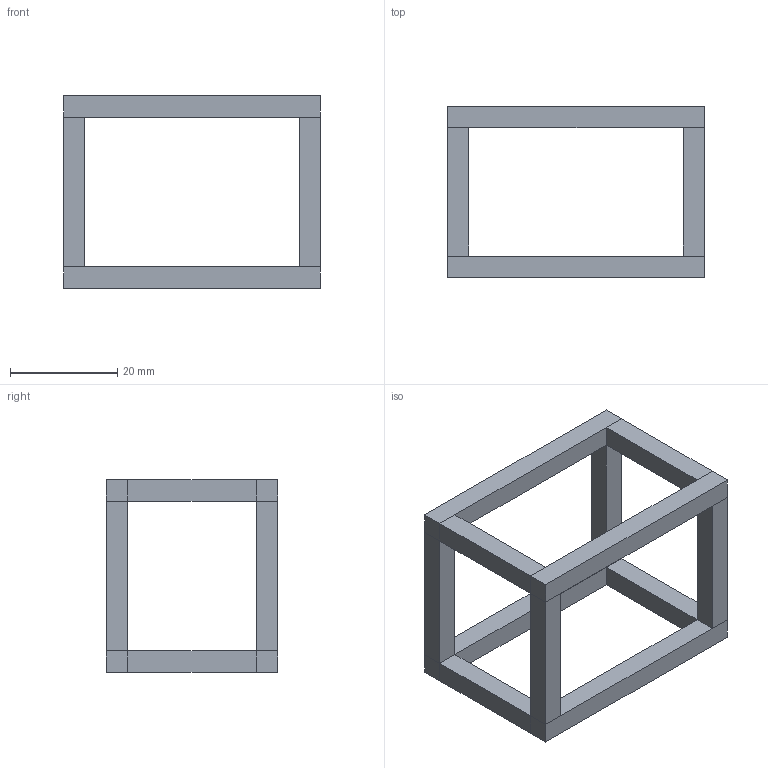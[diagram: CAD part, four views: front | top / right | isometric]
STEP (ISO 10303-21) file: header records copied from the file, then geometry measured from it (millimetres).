
FILE_DESCRIPTION(('Open CASCADE Model'),'2;1');
FILE_NAME('Open CASCADE Shape Model','2025-08-21T16:13:11',('Author'),( 'Open CASCADE'),'Open CASCADE STEP processor 7.6','Open CASCADE 7.6' ,'Unknown');
FILE_SCHEMA(('AUTOMOTIVE_DESIGN { 1 0 10303 214 1 1 1 1 }'));
Length unit declared in the file: millimetre
Products named in the file (13): Open CASCADE STEP translator 7.6 1; Open CASCADE STEP translator 7.6 1.1; Open CASCADE STEP translator 7.6 1.2; Open CASCADE STEP translator 7.6 1.3; Open CASCADE STEP translator 7.6 1.4; Open CASCADE STEP translator 7.6 1.5; Open CASCADE STEP translator 7.6 1.6; Open CASCADE STEP translator 7.6 1.7; Open CASCADE STEP translator 7.6 1.8; Open CASCADE STEP translator 7.6 1.9; Open CASCADE STEP translator 7.6 1.10; Open CASCADE STEP translator 7.6 1.11; Open CASCADE STEP translator 7.6 1.12
Assembly tree (12 placements, depth 2):
  Open CASCADE STEP translator 7.6 1
    Open CASCADE STEP translator 7.6 1.1
    Open CASCADE STEP translator 7.6 1.2
    Open CASCADE STEP translator 7.6 1.3
    Open CASCADE STEP translator 7.6 1.4
    Open CASCADE STEP translator 7.6 1.5
    Open CASCADE STEP translator 7.6 1.6
    Open CASCADE STEP translator 7.6 1.7
    Open CASCADE STEP translator 7.6 1.8
    Open CASCADE STEP translator 7.6 1.9
    Open CASCADE STEP translator 7.6 1.10
    Open CASCADE STEP translator 7.6 1.11
    Open CASCADE STEP translator 7.6 1.12
Bounding box: 48 x 32 x 36 mm (x, y, z)
Volume: 6400 mm3; surface area: 6784 mm2
Topology: 12 solids, 12 shells, 72 faces, 144 edges, 96 vertices
Faces by surface type: plane 72
Entity records: 3904 total; most frequent: CARTESIAN_POINT 613, DIRECTION 602, LINE 432, VECTOR 432, ORIENTED_EDGE 288, PCURVE 288, DEFINITIONAL_REPRESENTATION 288, EDGE_CURVE 144
